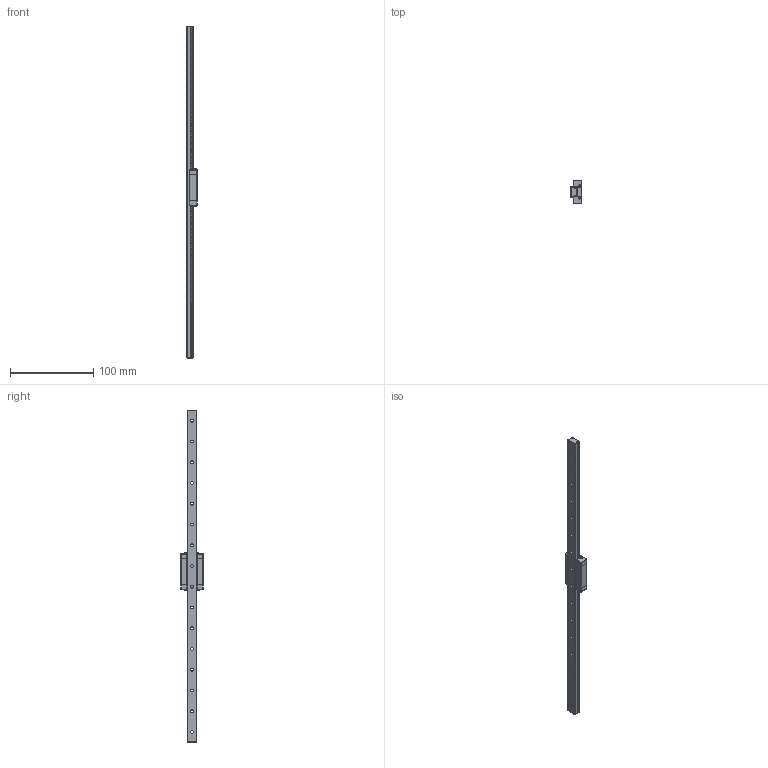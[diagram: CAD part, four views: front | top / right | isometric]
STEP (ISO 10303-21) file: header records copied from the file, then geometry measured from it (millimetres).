
FILE_DESCRIPTION (( 'STEP AP214' ), '1' );
FILE_NAME ('Assem1.STEP', '2018-09-02T12:36:38', ( '' ), ( '' ), 'SwSTEP 2.0', 'SolidWorks 2018', '' );
FILE_SCHEMA (( 'AUTOMOTIVE_DESIGN' ));
Length unit declared in the file: millimetre
Products named in the file (6): Rail 400mm; Button M3x8; Red End Cap; Green End Cap; Main Block; Assem1
Assembly tree (10 placements, depth 2):
  Assem1
    Main Block
    Green End Cap  x2
    Red End Cap  x2
    Button M3x8  x4
    Rail 400mm
Bounding box: 13 x 27 x 400 mm (x, y, z)
Volume: 42280.2 mm3; surface area: 26483.7 mm2
Topology: 10 solids, 10 shells, 429 faces, 1095 edges, 714 vertices
Faces by surface type: plane 207, cylinder 206, torus 8, sphere 8
Entity records: 9695 total; most frequent: DIRECTION 1653, CARTESIAN_POINT 1541, ORIENTED_EDGE 1466, EDGE_CURVE 733, AXIS2_PLACEMENT_3D 624, VERTEX_POINT 480, VECTOR 405, LINE 405
